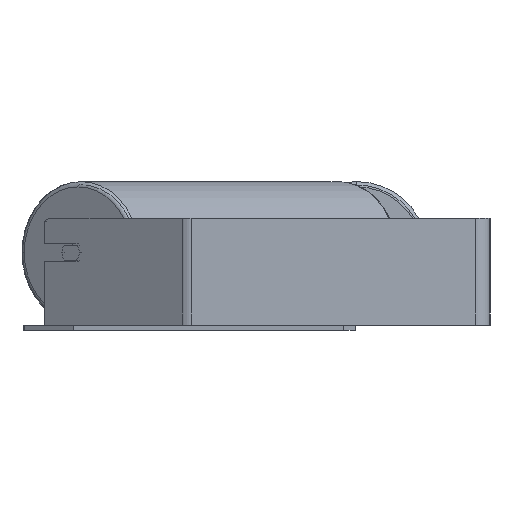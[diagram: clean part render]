
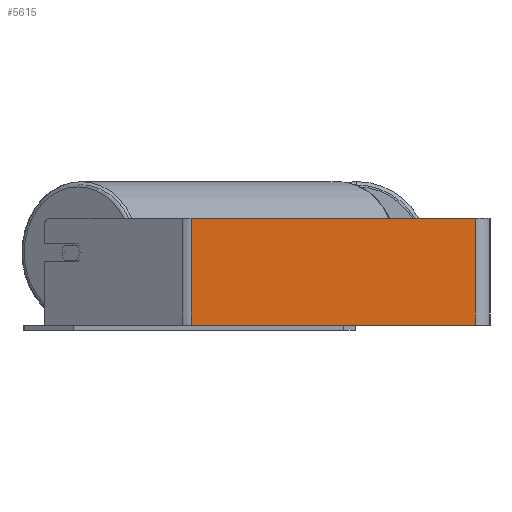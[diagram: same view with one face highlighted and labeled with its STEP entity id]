
A CAD part, left-side view. The second image highlights one B-rep face of the part: STEP entity #5615.
In plain terms, the highlighted planar face has unit normal (-1, 0, 0).
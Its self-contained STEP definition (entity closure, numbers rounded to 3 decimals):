
#54 = CARTESIAN_POINT ( 'NONE',  ( -700., 280.283, -50. ) ) ;
#88 = LINE ( 'NONE', #862, #5000 ) ;
#862 = CARTESIAN_POINT ( 'NONE',  ( -700., 280.283, 50. ) ) ;
#905 = VECTOR ( 'NONE', #1639, 1000. ) ;
#1377 = VECTOR ( 'NONE', #8550, 1000. ) ;
#1639 = DIRECTION ( 'NONE',  ( 0., -1., 0. ) ) ;
#1738 = FACE_OUTER_BOUND ( 'NONE', #7746, .T. ) ;
#1829 = DIRECTION ( 'NONE',  ( 1., 0., 0. ) ) ;
#2543 = VERTEX_POINT ( 'NONE', #4306 ) ;
#2905 = LINE ( 'NONE', #4332, #905 ) ;
#3413 = EDGE_CURVE ( 'NONE', #2543, #7165, #7323, .T. ) ;
#3646 = DIRECTION ( 'NONE',  ( 0., 0., -1. ) ) ;
#3888 = EDGE_CURVE ( 'NONE', #5385, #7165, #2905, .T. ) ;
#3913 = DIRECTION ( 'NONE',  ( 0., 0., -1. ) ) ;
#4306 = CARTESIAN_POINT ( 'NONE',  ( -700., 14., 50. ) ) ;
#4332 = CARTESIAN_POINT ( 'NONE',  ( -700., 284.697, -50. ) ) ;
#4469 = EDGE_CURVE ( 'NONE', #7194, #2543, #5517, .T. ) ;
#4575 = DIRECTION ( 'NONE',  ( 0., 0., -1. ) ) ;
#4620 = PLANE ( 'NONE',  #7014 ) ;
#5000 = VECTOR ( 'NONE', #3646, 1000. ) ;
#5026 = EDGE_CURVE ( 'NONE', #7194, #5385, #88, .T. ) ;
#5385 = VERTEX_POINT ( 'NONE', #54 ) ;
#5517 = LINE ( 'NONE', #7783, #1377 ) ;
#5615 = ADVANCED_FACE ( 'NONE', ( #1738 ), #4620, .F. ) ;
#5886 = VECTOR ( 'NONE', #4575, 1000. ) ;
#5996 = CARTESIAN_POINT ( 'NONE',  ( -700., 14., -50. ) ) ;
#6650 = ORIENTED_EDGE ( 'NONE', *, *, #3413, .F. ) ;
#6897 = CARTESIAN_POINT ( 'NONE',  ( -700., 280.283, 50. ) ) ;
#7014 = AXIS2_PLACEMENT_3D ( 'NONE', #7520, #1829, #3913 ) ;
#7165 = VERTEX_POINT ( 'NONE', #5996 ) ;
#7194 = VERTEX_POINT ( 'NONE', #6897 ) ;
#7323 = LINE ( 'NONE', #8172, #5886 ) ;
#7520 = CARTESIAN_POINT ( 'NONE',  ( -700., 284.697, 50. ) ) ;
#7623 = ORIENTED_EDGE ( 'NONE', *, *, #3888, .T. ) ;
#7746 = EDGE_LOOP ( 'NONE', ( #7623, #6650, #9075, #8161 ) ) ;
#7783 = CARTESIAN_POINT ( 'NONE',  ( -700., 284.697, 50. ) ) ;
#8161 = ORIENTED_EDGE ( 'NONE', *, *, #5026, .T. ) ;
#8172 = CARTESIAN_POINT ( 'NONE',  ( -700., 14., 50. ) ) ;
#8550 = DIRECTION ( 'NONE',  ( 0., -1., 0. ) ) ;
#9075 = ORIENTED_EDGE ( 'NONE', *, *, #4469, .F. ) ;
